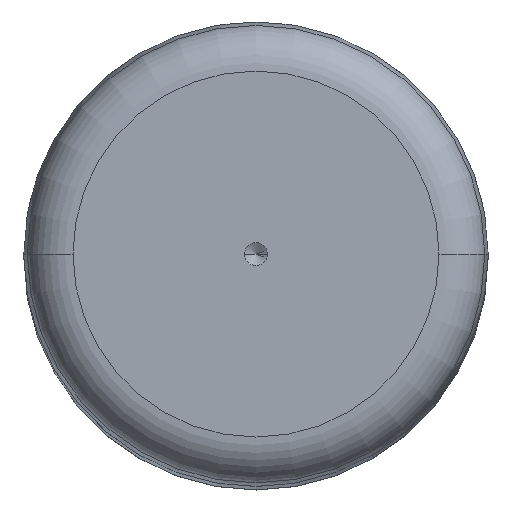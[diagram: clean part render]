
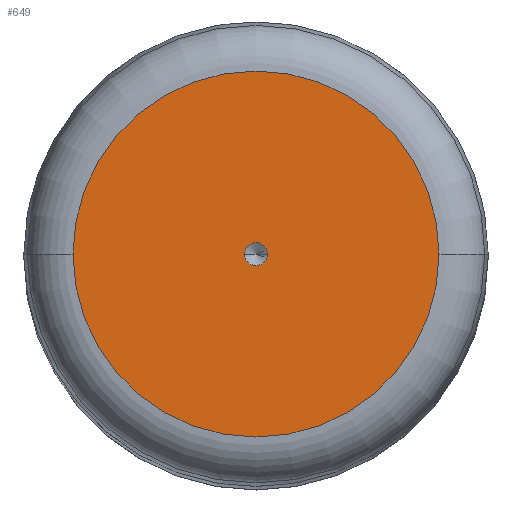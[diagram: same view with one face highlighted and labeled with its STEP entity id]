
A CAD part, top view. The second image highlights one B-rep face of the part: STEP entity #649.
In plain terms, the highlighted planar face has unit normal (0, 0, 1).
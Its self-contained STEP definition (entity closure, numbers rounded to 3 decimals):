
#24 = FACE_OUTER_BOUND ( 'NONE', #341, .T. ) ;
#37 = CARTESIAN_POINT ( 'NONE',  ( -1.5, 0., 280. ) ) ;
#38 = CARTESIAN_POINT ( 'NONE',  ( 0., 0., 280. ) ) ;
#54 = EDGE_LOOP ( 'NONE', ( #470, #590 ) ) ;
#69 = FACE_BOUND ( 'NONE', #54, .T. ) ;
#86 = EDGE_CURVE ( 'NONE', #382, #464, #254, .T. ) ;
#94 = DIRECTION ( 'NONE',  ( 1., 0., 0. ) ) ;
#111 = CARTESIAN_POINT ( 'NONE',  ( -23.642, 0., 280. ) ) ;
#144 = AXIS2_PLACEMENT_3D ( 'NONE', #38, #164, #671 ) ;
#148 = CIRCLE ( 'NONE', #399, 1.5 ) ;
#157 = AXIS2_PLACEMENT_3D ( 'NONE', #584, #342, #641 ) ;
#163 = EDGE_CURVE ( 'NONE', #533, #261, #466, .T. ) ;
#164 = DIRECTION ( 'NONE',  ( 0., 0., 1. ) ) ;
#206 = AXIS2_PLACEMENT_3D ( 'NONE', #612, #356, #94 ) ;
#254 = CIRCLE ( 'NONE', #144, 1.5 ) ;
#261 = VERTEX_POINT ( 'NONE', #513 ) ;
#279 = DIRECTION ( 'NONE',  ( 0., 0., 1. ) ) ;
#322 = CARTESIAN_POINT ( 'NONE',  ( 0., 0., 280. ) ) ;
#330 = DIRECTION ( 'NONE',  ( 1., 0., 0. ) ) ;
#341 = EDGE_LOOP ( 'NONE', ( #445, #530 ) ) ;
#342 = DIRECTION ( 'NONE',  ( 0., 0., 1. ) ) ;
#343 = EDGE_CURVE ( 'NONE', #261, #533, #403, .T. ) ;
#345 = PLANE ( 'NONE',  #157 ) ;
#356 = DIRECTION ( 'NONE',  ( 0., 0., 1. ) ) ;
#359 = EDGE_CURVE ( 'NONE', #464, #382, #148, .T. ) ;
#382 = VERTEX_POINT ( 'NONE', #37 ) ;
#384 = CARTESIAN_POINT ( 'NONE',  ( 0., 0., 280. ) ) ;
#399 = AXIS2_PLACEMENT_3D ( 'NONE', #322, #615, #517 ) ;
#403 = CIRCLE ( 'NONE', #206, 23.642 ) ;
#445 = ORIENTED_EDGE ( 'NONE', *, *, #343, .T. ) ;
#464 = VERTEX_POINT ( 'NONE', #537 ) ;
#466 = CIRCLE ( 'NONE', #518, 23.642 ) ;
#470 = ORIENTED_EDGE ( 'NONE', *, *, #359, .F. ) ;
#513 = CARTESIAN_POINT ( 'NONE',  ( 23.642, 0., 280. ) ) ;
#517 = DIRECTION ( 'NONE',  ( 1., 0., 0. ) ) ;
#518 = AXIS2_PLACEMENT_3D ( 'NONE', #384, #279, #330 ) ;
#530 = ORIENTED_EDGE ( 'NONE', *, *, #163, .T. ) ;
#533 = VERTEX_POINT ( 'NONE', #111 ) ;
#537 = CARTESIAN_POINT ( 'NONE',  ( 1.5, 0., 280. ) ) ;
#584 = CARTESIAN_POINT ( 'NONE',  ( 0., 0., 280. ) ) ;
#590 = ORIENTED_EDGE ( 'NONE', *, *, #86, .F. ) ;
#612 = CARTESIAN_POINT ( 'NONE',  ( 0., 0., 280. ) ) ;
#615 = DIRECTION ( 'NONE',  ( 0., 0., 1. ) ) ;
#641 = DIRECTION ( 'NONE',  ( 1., 0., 0. ) ) ;
#649 = ADVANCED_FACE ( 'NONE', ( #69, #24 ), #345, .T. ) ;
#671 = DIRECTION ( 'NONE',  ( 1., 0., 0. ) ) ;
